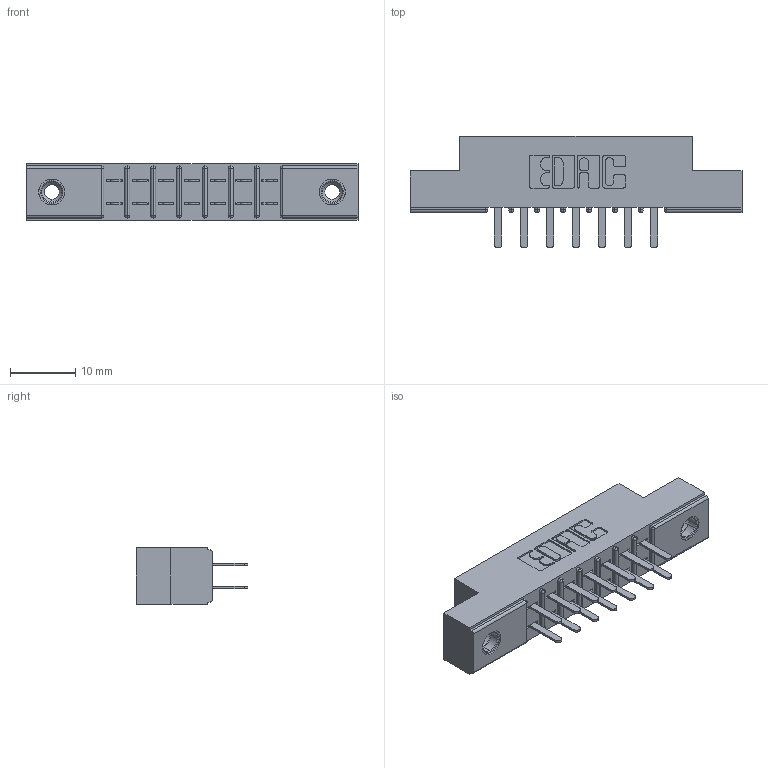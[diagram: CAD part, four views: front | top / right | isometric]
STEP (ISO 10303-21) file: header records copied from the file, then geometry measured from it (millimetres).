
FILE_DESCRIPTION (( 'STEP AP203' ), '1' );
FILE_NAME ('315-014-520-208.STEP', '2019-09-10T13:29:39', ( '' ), ( '' ), 'SwSTEP 2.0', 'SolidWorks 2016', '' );
FILE_SCHEMA (( 'CONFIG_CONTROL_DESIGN' ));
Length unit declared in the file: inch
Products named in the file (4): 315-014-520-208; 305-290-001_520; 345-250-001_345-250-003-102; 305 Part_.156 Dia
Assembly tree (17 placements, depth 2):
  315-014-520-208
    305 Part_.156 Dia
    305-290-001_520  x14
    345-250-001_345-250-003-102  x2
Bounding box: 50.75 x 17.09 x 8.71 mm (x, y, z)
Volume: 3202 mm3; surface area: 5186.9 mm2
Topology: 17 solids, 17 shells, 820 faces, 2293 edges, 1482 vertices
Faces by surface type: plane 478, cylinder 298, sphere 28, cone 12, torus 4
Entity records: 12905 total; most frequent: CARTESIAN_POINT 2118, ORIENTED_EDGE 2090, DIRECTION 2087, EDGE_CURVE 1045, LINE 805, VECTOR 805, VERTEX_POINT 672, AXIS2_PLACEMENT_3D 641
